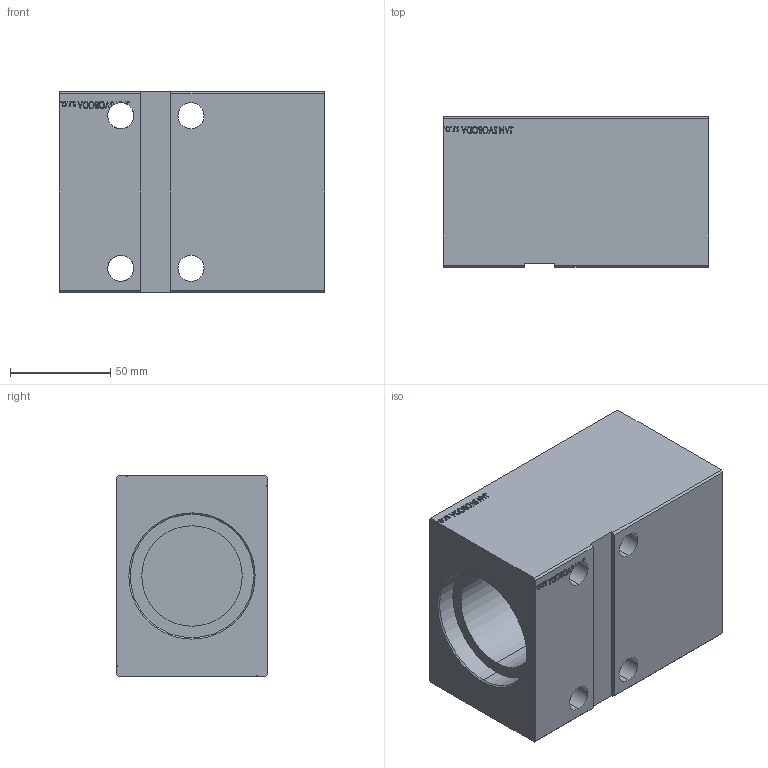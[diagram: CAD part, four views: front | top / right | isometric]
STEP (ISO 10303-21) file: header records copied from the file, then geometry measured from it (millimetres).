
FILE_DESCRIPTION (( 'STEP AP203' ), '1' );
FILE_NAME ('4a6f.STEP', '2024-02-11T11:10:41', ( '' ), ( '' ), 'SwSTEP 2.0', 'SolidWorks 2019', '' );
FILE_SCHEMA (( 'CONFIG_CONTROL_DESIGN' ));
Length unit declared in the file: millimetre
Products named in the file (1): 4a6f
Bounding box: 132 x 75 x 100 mm (x, y, z)
Volume: 705597.3 mm3; surface area: 92074.5 mm2
Topology: 1 solids, 1 shells, 776 faces, 2044 edges, 1362 vertices
Faces by surface type: plane 375, bspline 368, cylinder 31, cone 2
Entity records: 41041 total; most frequent: CARTESIAN_POINT 24197, ORIENTED_EDGE 4088, DIRECTION 2208, EDGE_CURVE 2044, VERTEX_POINT 1362, LINE 1210, VECTOR 1210, EDGE_LOOP 878
